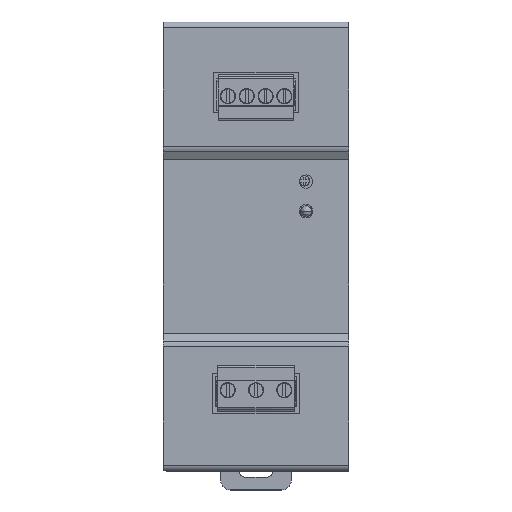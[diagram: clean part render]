
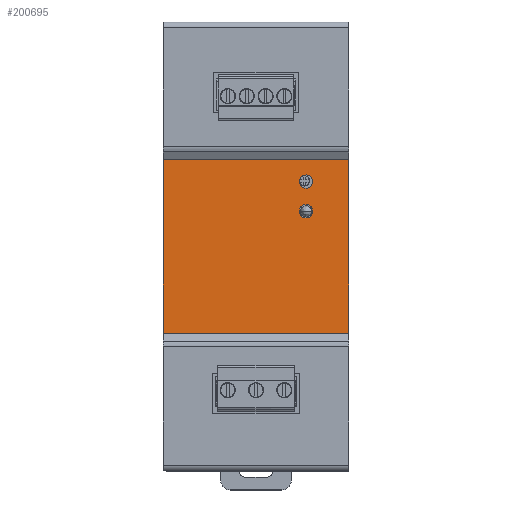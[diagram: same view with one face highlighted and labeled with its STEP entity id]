
A CAD part, top view. The second image highlights one B-rep face of the part: STEP entity #200695.
In plain terms, the highlighted planar face has unit normal (0, 0, 1).
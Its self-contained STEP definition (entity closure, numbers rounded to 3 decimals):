
#6480 = DIRECTION ( 'NONE',  ( -1., 0., 0. ) ) ;
#9750 = CIRCLE ( 'NONE', #184270, 1.8 ) ;
#13256 = CARTESIAN_POINT ( 'NONE',  ( -10., 8.75, 48.15 ) ) ;
#15001 = DIRECTION ( 'NONE',  ( -1., 0., 0. ) ) ;
#15164 = EDGE_CURVE ( 'NONE', #185911, #202933, #87531, .T. ) ;
#15859 = ORIENTED_EDGE ( 'NONE', *, *, #115434, .T. ) ;
#17322 = DIRECTION ( 'NONE',  ( 0., 1., 0. ) ) ;
#19562 = DIRECTION ( 'NONE',  ( 1., 0., 0. ) ) ;
#23950 = PLANE ( 'NONE',  #25953 ) ;
#25953 = AXIS2_PLACEMENT_3D ( 'NONE', #89790, #106608, #6480 ) ;
#26230 = CARTESIAN_POINT ( 'NONE',  ( -8.2, 8.75, 48.15 ) ) ;
#29418 = FACE_BOUND ( 'NONE', #180850, .T. ) ;
#35674 = CIRCLE ( 'NONE', #138067, 1.8 ) ;
#37953 = VERTEX_POINT ( 'NONE', #107287 ) ;
#40465 = VECTOR ( 'NONE', #107555, 1000. ) ;
#41448 = EDGE_CURVE ( 'NONE', #37953, #66333, #138327, .T. ) ;
#45300 = EDGE_CURVE ( 'NONE', #202933, #187453, #76599, .T. ) ;
#47645 = DIRECTION ( 'NONE',  ( 0., 0., -1. ) ) ;
#51813 = EDGE_CURVE ( 'NONE', #66333, #37953, #175286, .T. ) ;
#51881 = CARTESIAN_POINT ( 'NONE',  ( 1.5, -24.15, 48.15 ) ) ;
#53312 = DIRECTION ( 'NONE',  ( 0., 0., -1. ) ) ;
#63044 = VECTOR ( 'NONE', #15001, 1000. ) ;
#66333 = VERTEX_POINT ( 'NONE', #165474 ) ;
#66958 = EDGE_CURVE ( 'NONE', #149341, #106465, #35674, .T. ) ;
#74632 = ORIENTED_EDGE ( 'NONE', *, *, #45300, .T. ) ;
#75395 = CARTESIAN_POINT ( 'NONE',  ( -48.5, 22.75, 48.15 ) ) ;
#76599 = LINE ( 'NONE', #51881, #215159 ) ;
#77969 = DIRECTION ( 'NONE',  ( 1., 0., 0. ) ) ;
#81858 = DIRECTION ( 'NONE',  ( 1., 0., 0. ) ) ;
#86186 = CARTESIAN_POINT ( 'NONE',  ( -10., 16.75, 48.15 ) ) ;
#87531 = LINE ( 'NONE', #75395, #40465 ) ;
#89790 = CARTESIAN_POINT ( 'NONE',  ( 1.5, 22.75, 48.15 ) ) ;
#96217 = CARTESIAN_POINT ( 'NONE',  ( -10., 16.75, 48.15 ) ) ;
#99608 = CARTESIAN_POINT ( 'NONE',  ( 1.5, 22.75, 48.15 ) ) ;
#101545 = ORIENTED_EDGE ( 'NONE', *, *, #66958, .T. ) ;
#106356 = ORIENTED_EDGE ( 'NONE', *, *, #200155, .T. ) ;
#106465 = VERTEX_POINT ( 'NONE', #211582 ) ;
#106608 = DIRECTION ( 'NONE',  ( 0., 0., 1. ) ) ;
#107287 = CARTESIAN_POINT ( 'NONE',  ( -11.8, 16.75, 48.15 ) ) ;
#107555 = DIRECTION ( 'NONE',  ( 0., -1., 0. ) ) ;
#113169 = FACE_OUTER_BOUND ( 'NONE', #181284, .T. ) ;
#114873 = DIRECTION ( 'NONE',  ( 1., 0., 0. ) ) ;
#115434 = EDGE_CURVE ( 'NONE', #187453, #184614, #125088, .T. ) ;
#115674 = FACE_BOUND ( 'NONE', #205480, .T. ) ;
#125088 = LINE ( 'NONE', #183945, #206015 ) ;
#135219 = DIRECTION ( 'NONE',  ( 1., 0., 0. ) ) ;
#135845 = DIRECTION ( 'NONE',  ( 0., 0., -1. ) ) ;
#135914 = CARTESIAN_POINT ( 'NONE',  ( -10., 8.75, 48.15 ) ) ;
#138067 = AXIS2_PLACEMENT_3D ( 'NONE', #13256, #47645, #114873 ) ;
#138327 = CIRCLE ( 'NONE', #145409, 1.8 ) ;
#138704 = CARTESIAN_POINT ( 'NONE',  ( -48.5, 22.75, 48.15 ) ) ;
#138937 = ORIENTED_EDGE ( 'NONE', *, *, #51813, .T. ) ;
#140815 = ORIENTED_EDGE ( 'NONE', *, *, #41448, .T. ) ;
#145409 = AXIS2_PLACEMENT_3D ( 'NONE', #86186, #135845, #19562 ) ;
#149341 = VERTEX_POINT ( 'NONE', #26230 ) ;
#150553 = CARTESIAN_POINT ( 'NONE',  ( 1.5, -24.15, 48.15 ) ) ;
#152312 = ORIENTED_EDGE ( 'NONE', *, *, #15164, .T. ) ;
#165474 = CARTESIAN_POINT ( 'NONE',  ( -8.2, 16.75, 48.15 ) ) ;
#165515 = CARTESIAN_POINT ( 'NONE',  ( 1.5, 22.75, 48.15 ) ) ;
#168520 = EDGE_CURVE ( 'NONE', #106465, #149341, #9750, .T. ) ;
#175286 = CIRCLE ( 'NONE', #206310, 1.8 ) ;
#180850 = EDGE_LOOP ( 'NONE', ( #101545, #183843 ) ) ;
#181284 = EDGE_LOOP ( 'NONE', ( #15859, #106356, #152312, #74632 ) ) ;
#183843 = ORIENTED_EDGE ( 'NONE', *, *, #168520, .T. ) ;
#183945 = CARTESIAN_POINT ( 'NONE',  ( 1.5, 22.75, 48.15 ) ) ;
#184270 = AXIS2_PLACEMENT_3D ( 'NONE', #135914, #53312, #81858 ) ;
#184614 = VERTEX_POINT ( 'NONE', #99608 ) ;
#185911 = VERTEX_POINT ( 'NONE', #138704 ) ;
#187453 = VERTEX_POINT ( 'NONE', #150553 ) ;
#189031 = CARTESIAN_POINT ( 'NONE',  ( -48.5, -24.15, 48.15 ) ) ;
#200155 = EDGE_CURVE ( 'NONE', #184614, #185911, #201609, .T. ) ;
#200695 = ADVANCED_FACE ( 'NONE', ( #115674, #29418, #113169 ), #23950, .T. ) ;
#201609 = LINE ( 'NONE', #165515, #63044 ) ;
#202933 = VERTEX_POINT ( 'NONE', #189031 ) ;
#205480 = EDGE_LOOP ( 'NONE', ( #138937, #140815 ) ) ;
#206015 = VECTOR ( 'NONE', #17322, 1000. ) ;
#206310 = AXIS2_PLACEMENT_3D ( 'NONE', #96217, #213111, #77969 ) ;
#211582 = CARTESIAN_POINT ( 'NONE',  ( -11.8, 8.75, 48.15 ) ) ;
#213111 = DIRECTION ( 'NONE',  ( 0., 0., -1. ) ) ;
#215159 = VECTOR ( 'NONE', #135219, 1000. ) ;
